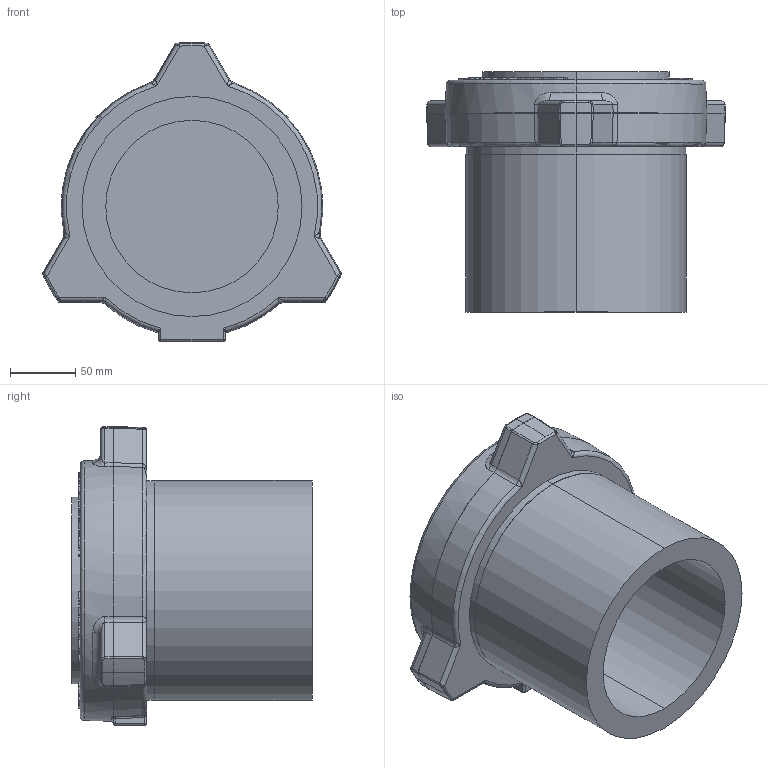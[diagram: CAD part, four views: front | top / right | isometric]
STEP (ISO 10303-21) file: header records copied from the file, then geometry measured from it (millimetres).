
FILE_DESCRIPTION (( 'STEP AP203' ), '1' );
FILE_NAME ('6 INCH 6150 HUC 6 INCH LG. (CCR).STEP', '2013-11-07T18:37:06', ( 'PCTech' ), ( 'Microsoft' ), 'SwSTEP 2.0', 'SolidWorks 2013', '' );
FILE_SCHEMA (( 'CONFIG_CONTROL_DESIGN' ));
Length unit declared in the file: inch
Products named in the file (1): 6 INCH 6150 HUC 6 INCH LG. (CCR)
Bounding box: 228.41 x 183.77 x 228.6 mm (x, y, z)
Volume: 2535552.5 mm3; surface area: 237217.7 mm2
Topology: 1 solids, 1 shells, 681 faces, 1745 edges, 1111 vertices
Faces by surface type: plane 346, bspline 253, cylinder 34, torus 26, cone 18, sphere 4
Entity records: 33330 total; most frequent: CARTESIAN_POINT 18523, ORIENTED_EDGE 3466, DIRECTION 2259, EDGE_CURVE 1733, VERTEX_POINT 1111, LINE 1053, VECTOR 1053, EDGE_LOOP 738
